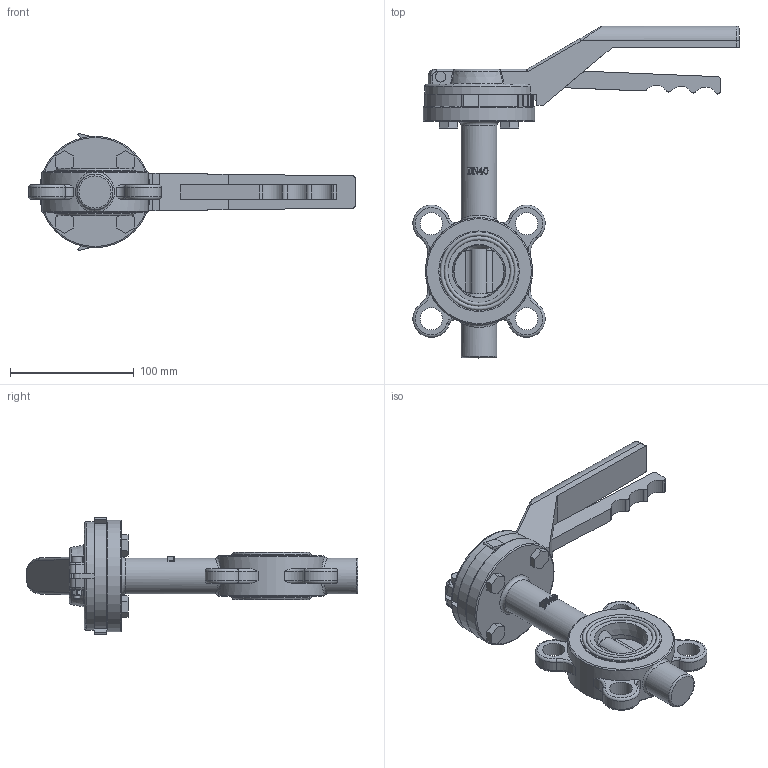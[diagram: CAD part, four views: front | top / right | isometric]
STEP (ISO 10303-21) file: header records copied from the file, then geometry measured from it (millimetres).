
FILE_DESCRIPTION(/* description */ ('Unknown','CAx-IF Rec.Pracs.---Representation and Presentation of Product Manufacturing Information (PMI)---4.0---2014-10-13','CAx-IF Rec.Pracs.---3D Tessellated Geometry---0.4---2014-09-14','2;1'),/* implementation_level */ '2;1');
FILE_NAME(/* name */ '5100_5110_5120-08',/* time_stamp */ '2024-01-02T09:37:55+01:00',/* author */ ('Unknown'),/* organization */ ('Unknown'),/* preprocessor_version */ 'ST-DEVELOPER v18.102',/* originating_system */ 'Solid Edge',/* authorisation */ 'Unknown');
FILE_SCHEMA (('AP242_MANAGED_MODEL_BASED_3D_ENGINEERING_MIM_LF { 1 0 10303 442 1 1 4 }'));
Length unit declared in the file: millimetre
Products named in the file (14): WAFER_DN40; Handhebel 040-150; DIN934_M5; DIN912M5x30; ISO-Flansch; WAFER-DN40; bushing3; DN40概极; seat; disc; shaft1; bushing1; M8x20
Assembly tree (16 placements, depth 3):
  WAFER_DN40
    Handhebel 040-150
      DIN934_M5
      DIN912M5x30
      Handhebel 040-150
      ISO-Flansch
    WAFER-DN40
      bushing3
      DN40概极
      seat
      disc
      shaft1
      bushing1
    M8x20  x4
Bounding box: 263.38 x 268 x 94.3 mm (x, y, z)
Volume: 562625.1 mm3; surface area: 161145.6 mm2
Topology: 14 solids, 14 shells, 777 faces, 2056 edges, 1338 vertices
Faces by surface type: plane 387, cylinder 178, bspline 118, torus 65, cone 29
Full cylindrical faces by diameter (mm): 4.134 x1, 4.917 x4, 5 x1, 6 x2, 6.647 x4, 7 x4, 8 x4, 8.5 x4, 9 x4, 9.6 x3, 10 x5, 12.6 x3, 12.7 x1, 12.83 x1, 14.5 x1, 17.45 x2, 17.53 x1, 18 x4, 21.8 x2, 23 x1, 29 x2, 50.2 x4, 56 x1, 65 x4, 90 x1
Entity records: 30301 total; most frequent: CARTESIAN_POINT 10146, ORIENTED_EDGE 3692, DIRECTION 3343, EDGE_CURVE 1846, VERTEX_POINT 1251, AXIS2_PLACEMENT_3D 1191, LINE 961, VECTOR 961
